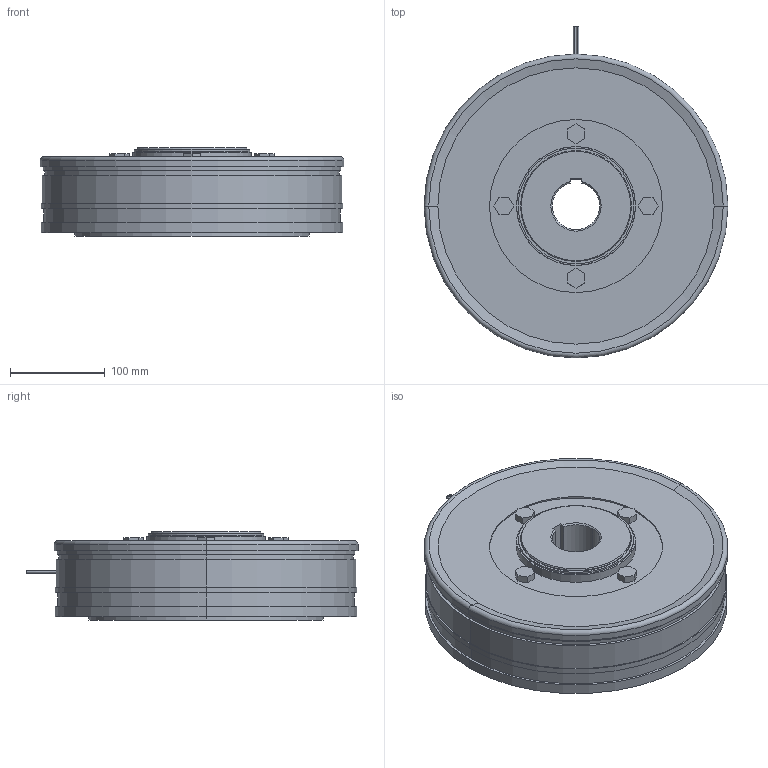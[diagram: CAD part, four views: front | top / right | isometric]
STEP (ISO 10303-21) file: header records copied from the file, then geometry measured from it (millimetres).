
FILE_DESCRIPTION (( 'STEP AP203' ), '1' );
FILE_NAME ('YPP616670.STEP', '2020-12-24T07:07:34', ( '' ), ( '' ), 'SwSTEP 2.0', 'SolidWorks 2016', '' );
FILE_SCHEMA (( 'CONFIG_CONTROL_DESIGN' ));
Length unit declared in the file: millimetre
Products named in the file (1): YPP616670
Bounding box: 320.7 x 350.35 x 92.9 mm (x, y, z)
Volume: 4371055.3 mm3; surface area: 596515.1 mm2
Topology: 9 solids, 9 shells, 167 faces, 360 edges, 232 vertices
Faces by surface type: plane 66, cylinder 63, cone 26, torus 12
Entity records: 4787 total; most frequent: CARTESIAN_POINT 872, DIRECTION 872, ORIENTED_EDGE 720, EDGE_CURVE 360, AXIS2_PLACEMENT_3D 352, VERTEX_POINT 232, EDGE_LOOP 210, CIRCLE 184
